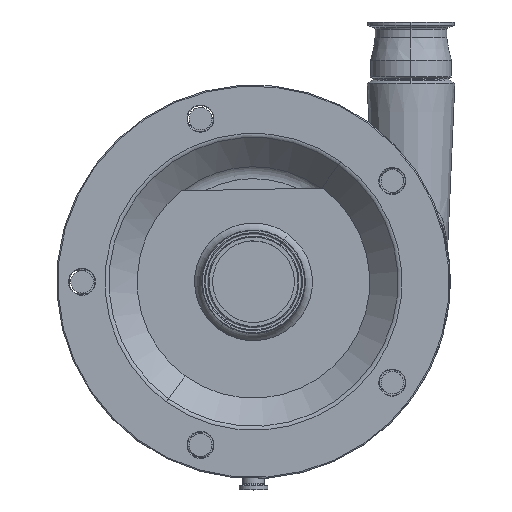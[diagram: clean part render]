
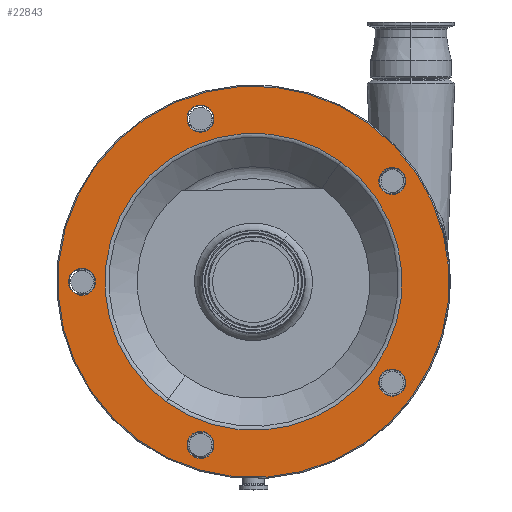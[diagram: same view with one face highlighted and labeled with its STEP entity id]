
A CAD part, top view. The second image highlights one B-rep face of the part: STEP entity #22843.
In plain terms, the highlighted planar face has unit normal (0, 0, 1).
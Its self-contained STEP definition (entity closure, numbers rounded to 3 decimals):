
#10 = ORIENTED_EDGE ( 'NONE', *, *, #10493, .T. ) ;
#78 = VERTEX_POINT ( 'NONE', #23946 ) ;
#117 = FACE_BOUND ( 'NONE', #19952, .T. ) ;
#680 = EDGE_CURVE ( 'NONE', #7101, #3560, #22914, .T. ) ;
#765 = AXIS2_PLACEMENT_3D ( 'NONE', #19096, #20814, #6902 ) ;
#799 = CIRCLE ( 'NONE', #26153, 12. ) ;
#840 = DIRECTION ( 'NONE',  ( 0., 0., -1. ) ) ;
#898 = CIRCLE ( 'NONE', #15683, 12. ) ;
#924 = DIRECTION ( 'NONE',  ( 0., 0., -1. ) ) ;
#1233 = CARTESIAN_POINT ( 'NONE',  ( -40.072, 154.744, 303.5 ) ) ;
#1436 = VERTEX_POINT ( 'NONE', #19873 ) ;
#1821 = CARTESIAN_POINT ( 'NONE',  ( 77.629, 106.848, 303.5 ) ) ;
#1947 = CIRCLE ( 'NONE', #12099, 12. ) ;
#2087 = CIRCLE ( 'NONE', #16899, 12. ) ;
#2094 = EDGE_CURVE ( 'NONE', #3560, #7101, #15301, .T. ) ;
#2276 = CIRCLE ( 'NONE', #3125, 12. ) ;
#2692 = CARTESIAN_POINT ( 'NONE',  ( -159.553, -9.708, 303.5 ) ) ;
#2893 = EDGE_LOOP ( 'NONE', ( #14387, #19577 ) ) ;
#3125 = AXIS2_PLACEMENT_3D ( 'NONE', #11893, #19963, #9515 ) ;
#3367 = DIRECTION ( 'NONE',  ( -0.588, -0.809, 0. ) ) ;
#3411 = CARTESIAN_POINT ( 'NONE',  ( 123.375, -89.637, 303.5 ) ) ;
#3560 = VERTEX_POINT ( 'NONE', #22704 ) ;
#4671 = AXIS2_PLACEMENT_3D ( 'NONE', #25956, #25692, #18374 ) ;
#4931 = CARTESIAN_POINT ( 'NONE',  ( 0., 0., 303.5 ) ) ;
#5269 = DIRECTION ( 'NONE',  ( -0.588, -0.809, 0. ) ) ;
#5347 = CARTESIAN_POINT ( 'NONE',  ( -47.125, 145.036, 303.5 ) ) ;
#5403 = EDGE_CURVE ( 'NONE', #6148, #78, #9657, .T. ) ;
#5499 = DIRECTION ( 'NONE',  ( 0., 0., -1. ) ) ;
#5562 = VERTEX_POINT ( 'NONE', #22326 ) ;
#5605 = DIRECTION ( 'NONE',  ( 0., 0., -1. ) ) ;
#5746 = EDGE_CURVE ( 'NONE', #1436, #21761, #2087, .T. ) ;
#5797 = PLANE ( 'NONE',  #23267 ) ;
#5939 = VERTEX_POINT ( 'NONE', #23915 ) ;
#6148 = VERTEX_POINT ( 'NONE', #17913 ) ;
#6744 = AXIS2_PLACEMENT_3D ( 'NONE', #7281, #13380, #25554 ) ;
#6902 = DIRECTION ( 'NONE',  ( -0.588, -0.809, 0. ) ) ;
#6966 = DIRECTION ( 'NONE',  ( -0.588, -0.809, 0. ) ) ;
#7101 = VERTEX_POINT ( 'NONE', #2692 ) ;
#7112 = CARTESIAN_POINT ( 'NONE',  ( -102.275, -140.769, 303.5 ) ) ;
#7281 = CARTESIAN_POINT ( 'NONE',  ( 0., 0., 303.5 ) ) ;
#7790 = FACE_BOUND ( 'NONE', #17723, .T. ) ;
#7792 = CARTESIAN_POINT ( 'NONE',  ( -47.125, 145.036, 303.5 ) ) ;
#8026 = DIRECTION ( 'NONE',  ( 0., 0., -1. ) ) ;
#8360 = AXIS2_PLACEMENT_3D ( 'NONE', #24953, #10376, #10905 ) ;
#8572 = VERTEX_POINT ( 'NONE', #21704 ) ;
#8596 = ORIENTED_EDGE ( 'NONE', *, *, #19639, .T. ) ;
#8692 = CIRCLE ( 'NONE', #23500, 12. ) ;
#8830 = EDGE_LOOP ( 'NONE', ( #15959, #9627 ) ) ;
#9042 = EDGE_CURVE ( 'NONE', #78, #6148, #2276, .T. ) ;
#9071 = VERTEX_POINT ( 'NONE', #1821 ) ;
#9101 = ORIENTED_EDGE ( 'NONE', *, *, #680, .T. ) ;
#9262 = EDGE_CURVE ( 'NONE', #23990, #5562, #20874, .T. ) ;
#9515 = DIRECTION ( 'NONE',  ( -0.588, -0.809, 0. ) ) ;
#9543 = CARTESIAN_POINT ( 'NONE',  ( -54.179, 135.328, 303.5 ) ) ;
#9627 = ORIENTED_EDGE ( 'NONE', *, *, #9042, .T. ) ;
#9657 = CIRCLE ( 'NONE', #765, 12. ) ;
#9932 = DIRECTION ( 'NONE',  ( -0.588, -0.809, 0. ) ) ;
#10056 = FACE_BOUND ( 'NONE', #18246, .T. ) ;
#10165 = EDGE_CURVE ( 'NONE', #5562, #23990, #8692, .T. ) ;
#10376 = DIRECTION ( 'NONE',  ( 0., 0., -1. ) ) ;
#10493 = EDGE_CURVE ( 'NONE', #21761, #1436, #1947, .T. ) ;
#10905 = DIRECTION ( 'NONE',  ( -0.588, -0.809, 0. ) ) ;
#11893 = CARTESIAN_POINT ( 'NONE',  ( -47.125, -145.036, 303.5 ) ) ;
#11975 = EDGE_CURVE ( 'NONE', #9071, #5939, #18166, .T. ) ;
#12099 = AXIS2_PLACEMENT_3D ( 'NONE', #26047, #8026, #13623 ) ;
#12267 = CARTESIAN_POINT ( 'NONE',  ( -152.5, 0., 303.5 ) ) ;
#13283 = VERTEX_POINT ( 'NONE', #9543 ) ;
#13380 = DIRECTION ( 'NONE',  ( 0., 0., -1. ) ) ;
#13623 = DIRECTION ( 'NONE',  ( -0.588, -0.809, 0. ) ) ;
#14148 = DIRECTION ( 'NONE',  ( 0., 0., -1. ) ) ;
#14167 = EDGE_LOOP ( 'NONE', ( #25908, #9101 ) ) ;
#14387 = ORIENTED_EDGE ( 'NONE', *, *, #19601, .F. ) ;
#14876 = AXIS2_PLACEMENT_3D ( 'NONE', #12267, #20344, #23808 ) ;
#15278 = CARTESIAN_POINT ( 'NONE',  ( 130.429, -79.929, 303.5 ) ) ;
#15301 = CIRCLE ( 'NONE', #14876, 12. ) ;
#15683 = AXIS2_PLACEMENT_3D ( 'NONE', #5347, #5605, #3367 ) ;
#15699 = EDGE_CURVE ( 'NONE', #8572, #18674, #23279, .T. ) ;
#15740 = FACE_BOUND ( 'NONE', #8830, .T. ) ;
#15742 = DIRECTION ( 'NONE',  ( 0., 0., -1. ) ) ;
#15871 = FACE_BOUND ( 'NONE', #14167, .T. ) ;
#15959 = ORIENTED_EDGE ( 'NONE', *, *, #5403, .T. ) ;
#15998 = CARTESIAN_POINT ( 'NONE',  ( 102.275, 140.769, 303.5 ) ) ;
#16630 = AXIS2_PLACEMENT_3D ( 'NONE', #25473, #19125, #23481 ) ;
#16822 = CARTESIAN_POINT ( 'NONE',  ( 116.322, 79.929, 303.5 ) ) ;
#16899 = AXIS2_PLACEMENT_3D ( 'NONE', #21145, #5499, #6966 ) ;
#17202 = DIRECTION ( 'NONE',  ( 0., 0., -1. ) ) ;
#17309 = ORIENTED_EDGE ( 'NONE', *, *, #24613, .T. ) ;
#17723 = EDGE_LOOP ( 'NONE', ( #23132, #17309 ) ) ;
#17736 = CIRCLE ( 'NONE', #23669, 174. ) ;
#17913 = CARTESIAN_POINT ( 'NONE',  ( -40.072, -135.328, 303.5 ) ) ;
#18166 = CIRCLE ( 'NONE', #6744, 132.071 ) ;
#18246 = EDGE_LOOP ( 'NONE', ( #20299, #24107 ) ) ;
#18374 = DIRECTION ( 'NONE',  ( -0.588, -0.809, 0. ) ) ;
#18453 = DIRECTION ( 'NONE',  ( -0.588, -0.809, 0. ) ) ;
#18674 = VERTEX_POINT ( 'NONE', #7112 ) ;
#19096 = CARTESIAN_POINT ( 'NONE',  ( -47.125, -145.036, 303.5 ) ) ;
#19125 = DIRECTION ( 'NONE',  ( 0., 0., -1. ) ) ;
#19577 = ORIENTED_EDGE ( 'NONE', *, *, #15699, .F. ) ;
#19601 = EDGE_CURVE ( 'NONE', #18674, #8572, #17736, .T. ) ;
#19639 = EDGE_CURVE ( 'NONE', #5939, #9071, #22315, .T. ) ;
#19851 = DIRECTION ( 'NONE',  ( -0.588, -0.809, 0. ) ) ;
#19873 = CARTESIAN_POINT ( 'NONE',  ( 130.429, 99.345, 303.5 ) ) ;
#19952 = EDGE_LOOP ( 'NONE', ( #8596, #20391 ) ) ;
#19963 = DIRECTION ( 'NONE',  ( 0., 0., -1. ) ) ;
#20299 = ORIENTED_EDGE ( 'NONE', *, *, #9262, .T. ) ;
#20344 = DIRECTION ( 'NONE',  ( 0., 0., -1. ) ) ;
#20391 = ORIENTED_EDGE ( 'NONE', *, *, #11975, .T. ) ;
#20737 = EDGE_CURVE ( 'NONE', #23332, #13283, #799, .T. ) ;
#20814 = DIRECTION ( 'NONE',  ( 0., 0., -1. ) ) ;
#20874 = CIRCLE ( 'NONE', #16630, 12. ) ;
#21145 = CARTESIAN_POINT ( 'NONE',  ( 123.375, 89.637, 303.5 ) ) ;
#21426 = DIRECTION ( 'NONE',  ( -0.588, -0.809, 0. ) ) ;
#21704 = CARTESIAN_POINT ( 'NONE',  ( 102.275, 140.769, 303.5 ) ) ;
#21761 = VERTEX_POINT ( 'NONE', #16822 ) ;
#22315 = CIRCLE ( 'NONE', #8360, 132.071 ) ;
#22326 = CARTESIAN_POINT ( 'NONE',  ( 116.322, -99.345, 303.5 ) ) ;
#22463 = AXIS2_PLACEMENT_3D ( 'NONE', #25420, #924, #5269 ) ;
#22704 = CARTESIAN_POINT ( 'NONE',  ( -145.447, 9.708, 303.5 ) ) ;
#22843 = ADVANCED_FACE ( 'NONE', ( #24233, #7790, #15871, #15740, #10056, #23963, #117 ), #5797, .F. ) ;
#22914 = CIRCLE ( 'NONE', #22463, 12. ) ;
#23132 = ORIENTED_EDGE ( 'NONE', *, *, #20737, .T. ) ;
#23267 = AXIS2_PLACEMENT_3D ( 'NONE', #15998, #14148, #9932 ) ;
#23279 = CIRCLE ( 'NONE', #4671, 174. ) ;
#23332 = VERTEX_POINT ( 'NONE', #1233 ) ;
#23481 = DIRECTION ( 'NONE',  ( -0.588, -0.809, 0. ) ) ;
#23500 = AXIS2_PLACEMENT_3D ( 'NONE', #3411, #17202, #21426 ) ;
#23669 = AXIS2_PLACEMENT_3D ( 'NONE', #4931, #840, #18453 ) ;
#23808 = DIRECTION ( 'NONE',  ( -0.588, -0.809, 0. ) ) ;
#23915 = CARTESIAN_POINT ( 'NONE',  ( -77.629, -106.848, 303.5 ) ) ;
#23946 = CARTESIAN_POINT ( 'NONE',  ( -54.179, -154.744, 303.5 ) ) ;
#23963 = FACE_OUTER_BOUND ( 'NONE', #2893, .T. ) ;
#23990 = VERTEX_POINT ( 'NONE', #15278 ) ;
#24107 = ORIENTED_EDGE ( 'NONE', *, *, #10165, .T. ) ;
#24233 = FACE_BOUND ( 'NONE', #24253, .T. ) ;
#24253 = EDGE_LOOP ( 'NONE', ( #24809, #10 ) ) ;
#24613 = EDGE_CURVE ( 'NONE', #13283, #23332, #898, .T. ) ;
#24809 = ORIENTED_EDGE ( 'NONE', *, *, #5746, .T. ) ;
#24953 = CARTESIAN_POINT ( 'NONE',  ( 0., 0., 303.5 ) ) ;
#25420 = CARTESIAN_POINT ( 'NONE',  ( -152.5, 0., 303.5 ) ) ;
#25473 = CARTESIAN_POINT ( 'NONE',  ( 123.375, -89.637, 303.5 ) ) ;
#25554 = DIRECTION ( 'NONE',  ( -0.588, -0.809, 0. ) ) ;
#25692 = DIRECTION ( 'NONE',  ( 0., 0., -1. ) ) ;
#25908 = ORIENTED_EDGE ( 'NONE', *, *, #2094, .T. ) ;
#25956 = CARTESIAN_POINT ( 'NONE',  ( 0., 0., 303.5 ) ) ;
#26047 = CARTESIAN_POINT ( 'NONE',  ( 123.375, 89.637, 303.5 ) ) ;
#26153 = AXIS2_PLACEMENT_3D ( 'NONE', #7792, #15742, #19851 ) ;
